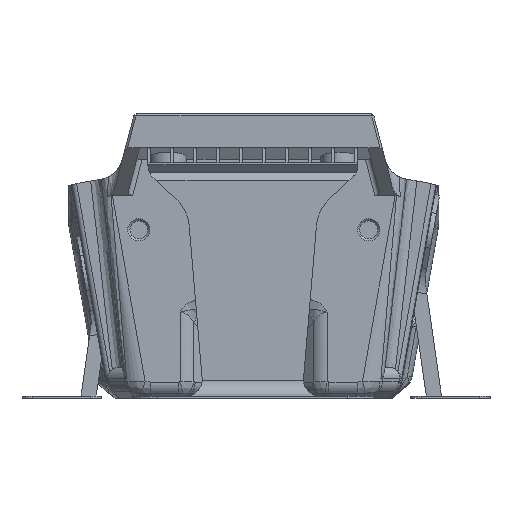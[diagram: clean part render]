
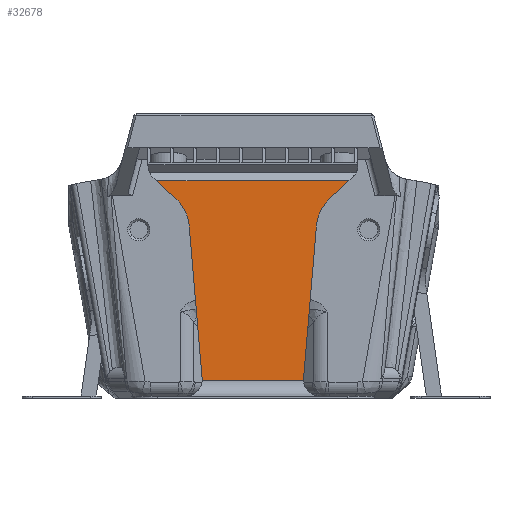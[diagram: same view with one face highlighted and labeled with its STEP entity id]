
A CAD part, front view. The second image highlights one B-rep face of the part: STEP entity #32678.
In plain terms, the highlighted planar face has unit normal (0, -1, 0).
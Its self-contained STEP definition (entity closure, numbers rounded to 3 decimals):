
#2071=CIRCLE('',#34806,3.);
#2072=CIRCLE('',#34807,3.);
#2073=CIRCLE('',#34808,8.);
#2074=CIRCLE('',#34809,8.);
#3221=ORIENTED_EDGE('',*,*,#13187,.T.);
#3222=ORIENTED_EDGE('',*,*,#13188,.T.);
#3223=ORIENTED_EDGE('',*,*,#13189,.T.);
#3224=ORIENTED_EDGE('',*,*,#13185,.F.);
#3225=ORIENTED_EDGE('',*,*,#13190,.T.);
#3226=ORIENTED_EDGE('',*,*,#13191,.T.);
#3227=ORIENTED_EDGE('',*,*,#13192,.F.);
#3228=ORIENTED_EDGE('',*,*,#13193,.F.);
#3229=ORIENTED_EDGE('',*,*,#13194,.T.);
#3230=ORIENTED_EDGE('',*,*,#13195,.T.);
#13185=EDGE_CURVE('',#18195,#18196,#21475,.T.);
#13187=EDGE_CURVE('',#18197,#18198,#2071,.T.);
#13188=EDGE_CURVE('',#18198,#18199,#21477,.F.);
#13189=EDGE_CURVE('',#18199,#18196,#2072,.T.);
#13190=EDGE_CURVE('',#18195,#18200,#2073,.T.);
#13191=EDGE_CURVE('',#18200,#18201,#21478,.T.);
#13192=EDGE_CURVE('',#18202,#18201,#21479,.T.);
#13193=EDGE_CURVE('',#18203,#18202,#21480,.T.);
#13194=EDGE_CURVE('',#18203,#18204,#2074,.T.);
#13195=EDGE_CURVE('',#18204,#18197,#21481,.T.);
#18195=VERTEX_POINT('',#46670);
#18196=VERTEX_POINT('',#46672);
#18197=VERTEX_POINT('',#46676);
#18198=VERTEX_POINT('',#46677);
#18199=VERTEX_POINT('',#46679);
#18200=VERTEX_POINT('',#46682);
#18201=VERTEX_POINT('',#46684);
#18202=VERTEX_POINT('',#46686);
#18203=VERTEX_POINT('',#46688);
#18204=VERTEX_POINT('',#46690);
#21475=LINE('',#46671,#24514);
#21477=LINE('',#46678,#24516);
#21478=LINE('',#46683,#24517);
#21479=LINE('',#46685,#24518);
#21480=LINE('',#46687,#24519);
#21481=LINE('',#46691,#24520);
#24514=VECTOR('',#37886,1000.);
#24516=VECTOR('',#37892,1000.);
#24517=VECTOR('',#37897,1000.);
#24518=VECTOR('',#37898,1000.);
#24519=VECTOR('',#37899,1000.);
#24520=VECTOR('',#37902,1000.);
#27490=EDGE_LOOP('',(#3221,#3222,#3223,#3224,#3225,#3226,#3227,#3228,#3229,
#3230));
#29536=FACE_BOUND('',#27490,.T.);
#31564=PLANE('',#34805);
#32678=ADVANCED_FACE('',(#29536),#31564,.F.);
#34805=AXIS2_PLACEMENT_3D('',#46674,#37888,#37889);
#34806=AXIS2_PLACEMENT_3D('',#46675,#37890,#37891);
#34807=AXIS2_PLACEMENT_3D('',#46680,#37893,#37894);
#34808=AXIS2_PLACEMENT_3D('',#46681,#37895,#37896);
#34809=AXIS2_PLACEMENT_3D('',#46689,#37900,#37901);
#37886=DIRECTION('',(-0.084,0.,-0.996));
#37888=DIRECTION('',(0.,1.,0.));
#37889=DIRECTION('',(0.,0.,1.));
#37890=DIRECTION('',(0.,1.,0.));
#37891=DIRECTION('',(0.,0.,1.));
#37892=DIRECTION('',(-1.,0.,0.));
#37893=DIRECTION('',(0.,1.,0.));
#37894=DIRECTION('',(0.,0.,1.));
#37895=DIRECTION('',(0.,1.,0.));
#37896=DIRECTION('',(0.,0.,1.));
#37897=DIRECTION('',(0.731,0.,0.682));
#37898=DIRECTION('',(1.,0.,0.));
#37899=DIRECTION('',(-0.731,0.,0.682));
#37900=DIRECTION('',(0.,1.,0.));
#37901=DIRECTION('',(0.,0.,1.));
#37902=DIRECTION('',(0.084,0.,-0.996));
#46670=CARTESIAN_POINT('',(11.856,-32.314,32.579));
#46671=CARTESIAN_POINT('',(36.482,-32.314,324.724));
#46672=CARTESIAN_POINT('',(9.418,-32.314,3.652));
#46674=CARTESIAN_POINT('',(0.,-32.314,327.8));
#46675=CARTESIAN_POINT('',(-12.767,-32.314,3.4));
#46676=CARTESIAN_POINT('',(-9.777,-32.314,3.652));
#46677=CARTESIAN_POINT('',(-9.767,-32.314,3.4));
#46678=CARTESIAN_POINT('',(9.143,-32.314,3.4));
#46679=CARTESIAN_POINT('',(9.407,-32.314,3.4));
#46680=CARTESIAN_POINT('',(12.407,-32.314,3.4));
#46681=CARTESIAN_POINT('',(19.828,-32.314,31.907));
#46682=CARTESIAN_POINT('',(14.372,-32.314,37.757));
#46683=CARTESIAN_POINT('',(16.736,-32.314,39.963));
#46684=CARTESIAN_POINT('',(17.982,-32.314,41.124));
#46685=CARTESIAN_POINT('',(-65.369,-32.314,41.124));
#46686=CARTESIAN_POINT('',(-18.341,-32.314,41.124));
#46687=CARTESIAN_POINT('',(-17.096,-32.314,39.963));
#46688=CARTESIAN_POINT('',(-14.731,-32.314,37.757));
#46689=CARTESIAN_POINT('',(-20.187,-32.314,31.907));
#46690=CARTESIAN_POINT('',(-12.216,-32.314,32.579));
#46691=CARTESIAN_POINT('',(-36.839,-32.314,324.694));
